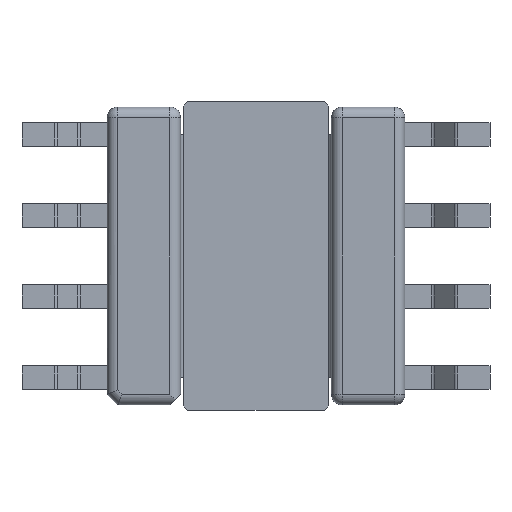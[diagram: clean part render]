
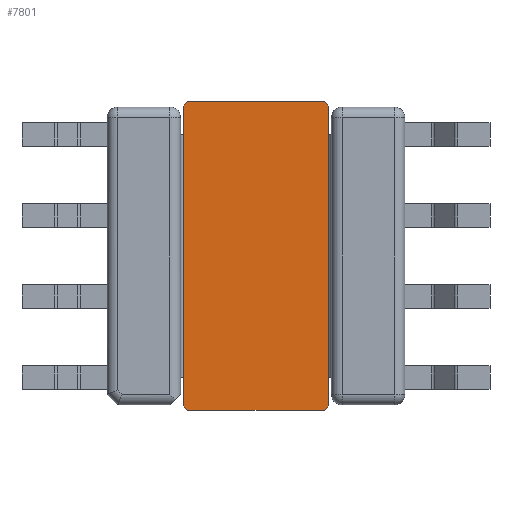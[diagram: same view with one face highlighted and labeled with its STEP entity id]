
A CAD part, front view. The second image highlights one B-rep face of the part: STEP entity #7801.
In plain terms, the highlighted planar face has unit normal (0, -1, 0).
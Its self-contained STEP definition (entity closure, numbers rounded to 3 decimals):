
#635=PLANE('',#8530);
#1079=FACE_OUTER_BOUND('',#1523,.T.);
#1523=EDGE_LOOP('',(#7178,#7179,#7180,#7181,#7182,#7183,#7184,#7185));
#2297=LINE('',#13239,#3078);
#2303=LINE('',#13252,#3084);
#2313=LINE('',#13273,#3094);
#2320=LINE('',#13284,#3101);
#2321=LINE('',#13286,#3102);
#2322=LINE('',#13288,#3103);
#2323=LINE('',#13289,#3104);
#2324=LINE('',#13290,#3105);
#3078=VECTOR('',#10421,1000.);
#3084=VECTOR('',#10429,1000.);
#3094=VECTOR('',#10441,1000.);
#3101=VECTOR('',#10452,1000.);
#3102=VECTOR('',#10453,1000.);
#3103=VECTOR('',#10454,1000.);
#3104=VECTOR('',#10455,1000.);
#3105=VECTOR('',#10456,1000.);
#3997=VERTEX_POINT('',#13236);
#3998=VERTEX_POINT('',#13238);
#4003=VERTEX_POINT('',#13250);
#4004=VERTEX_POINT('',#13251);
#4013=VERTEX_POINT('',#13270);
#4014=VERTEX_POINT('',#13272);
#4017=VERTEX_POINT('',#13285);
#4018=VERTEX_POINT('',#13287);
#5055=EDGE_CURVE('',#3998,#3997,#2297,.T.);
#5061=EDGE_CURVE('',#4003,#4004,#2303,.T.);
#5071=EDGE_CURVE('',#4013,#4014,#2313,.T.);
#5078=EDGE_CURVE('',#4013,#4004,#2320,.T.);
#5079=EDGE_CURVE('',#4017,#4003,#2321,.T.);
#5080=EDGE_CURVE('',#4017,#4018,#2322,.T.);
#5081=EDGE_CURVE('',#3998,#4018,#2323,.T.);
#5082=EDGE_CURVE('',#3997,#4014,#2324,.T.);
#7178=ORIENTED_EDGE('',*,*,#5071,.F.);
#7179=ORIENTED_EDGE('',*,*,#5078,.T.);
#7180=ORIENTED_EDGE('',*,*,#5061,.F.);
#7181=ORIENTED_EDGE('',*,*,#5079,.F.);
#7182=ORIENTED_EDGE('',*,*,#5080,.T.);
#7183=ORIENTED_EDGE('',*,*,#5081,.F.);
#7184=ORIENTED_EDGE('',*,*,#5055,.T.);
#7185=ORIENTED_EDGE('',*,*,#5082,.T.);
#7801=ADVANCED_FACE('',(#1079),#635,.F.);
#8530=AXIS2_PLACEMENT_3D('',#13283,#10450,#10451);
#10421=DIRECTION('',(1.,0.,0.));
#10429=DIRECTION('',(1.,0.,0.));
#10441=DIRECTION('',(0.,0.,-1.));
#10450=DIRECTION('center_axis',(0.,1.,0.));
#10451=DIRECTION('ref_axis',(0.,0.,1.));
#10452=DIRECTION('',(-0.707,0.,0.707));
#10453=DIRECTION('',(0.707,0.,0.707));
#10454=DIRECTION('',(0.,0.,-1.));
#10455=DIRECTION('',(-0.707,0.,0.707));
#10456=DIRECTION('',(0.707,0.,0.707));
#13236=CARTESIAN_POINT('',(7.05,0.,-3.4));
#13238=CARTESIAN_POINT('',(-7.05,0.,-3.4));
#13239=CARTESIAN_POINT('',(0.,0.,-3.4));
#13250=CARTESIAN_POINT('',(-7.05,0.,3.4));
#13251=CARTESIAN_POINT('',(7.05,0.,3.4));
#13252=CARTESIAN_POINT('',(0.,0.,3.4));
#13270=CARTESIAN_POINT('',(7.25,0.,3.2));
#13272=CARTESIAN_POINT('',(7.25,0.,-3.2));
#13273=CARTESIAN_POINT('',(7.25,0.,0.));
#13283=CARTESIAN_POINT('Origin',(0.,0.,0.));
#13284=CARTESIAN_POINT('',(7.25,0.,3.2));
#13285=CARTESIAN_POINT('',(-7.25,0.,3.2));
#13286=CARTESIAN_POINT('',(-7.25,0.,3.2));
#13287=CARTESIAN_POINT('',(-7.25,0.,-3.2));
#13288=CARTESIAN_POINT('',(-7.25,0.,0.));
#13289=CARTESIAN_POINT('',(-7.05,0.,-3.4));
#13290=CARTESIAN_POINT('',(7.05,0.,-3.4));
